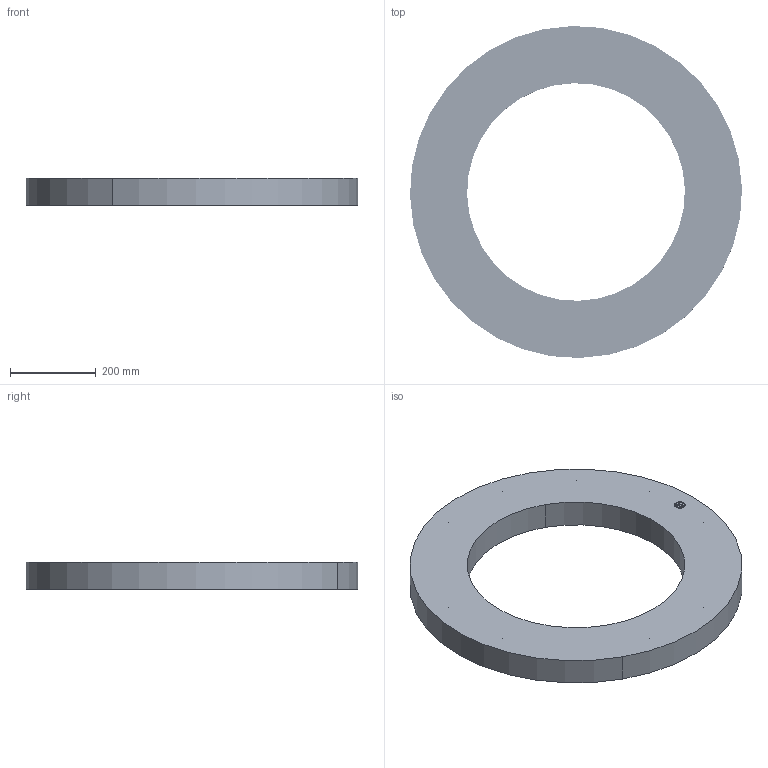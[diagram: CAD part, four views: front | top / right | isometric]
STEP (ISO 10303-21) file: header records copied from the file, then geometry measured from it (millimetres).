
FILE_DESCRIPTION(('3D STEP'),'2;1');
FILE_NAME('20-300-FB-RF-STUDOUT-FLANGE.stp','2013-11-25T02:41:35+00:00',('Texas Flange'),(''),'CATIA Version 5 Release 20 SP 6 (IN-10)','CATIA V5 STEP AP214','800-826-3801');
FILE_SCHEMA(('AUTOMOTIVE_DESIGN { 1 0 10303 214 1 1 1 1 }'));
Products named in the file (1): 20-300-FB-RF-STUDOUT-FLANGE
Bounding box: 774.48 x 774.48 x 65.09 mm (x, y, z)
Volume: 16231809.1 mm3; surface area: 951518.5 mm2
Topology: 1 solids, 1 shells, 2266 faces, 6618 edges, 4348 vertices
Faces by surface type: bspline 1128, cylinder 602, plane 368, cone 120, revolution 48
Entity records: 117594 total; most frequent: CARTESIAN_POINT 70072, ORIENTED_EDGE 13140, EDGE_CURVE 6570, B_SPLINE_CURVE_WITH_KNOTS 4512, VERTEX_POINT 4348, DIRECTION 3060, EDGE_LOOP 2310, ADVANCED_FACE 2266
